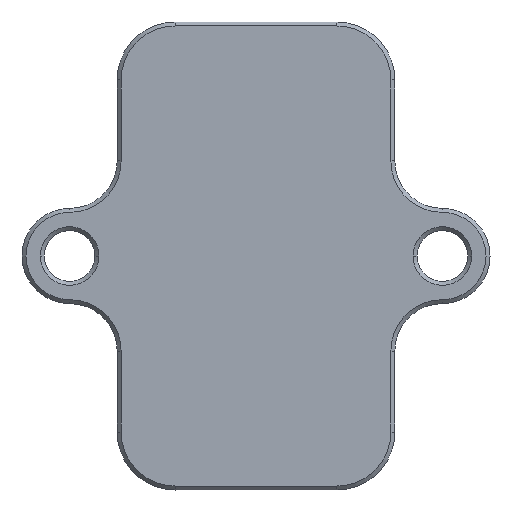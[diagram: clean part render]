
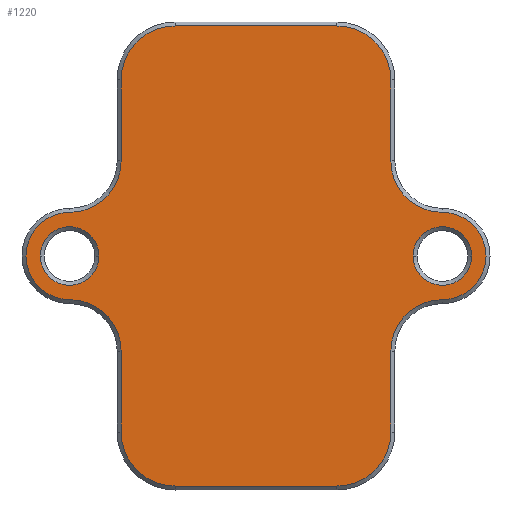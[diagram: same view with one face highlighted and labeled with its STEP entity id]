
A CAD part, front view. The second image highlights one B-rep face of the part: STEP entity #1220.
In plain terms, the highlighted planar face has unit normal (0, -1, 0).
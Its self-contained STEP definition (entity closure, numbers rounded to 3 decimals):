
#2=CARTESIAN_POINT('',(11.75,0.,-6.));
#3=DIRECTION('',(0.,1.,0.));
#4=DIRECTION('',(-1.,0.,0.));
#5=AXIS2_PLACEMENT_3D('',#2,#3,#4);
#7=DIRECTION('',(0.,0.,1.));
#8=VECTOR('',#7,5.1);
#9=CARTESIAN_POINT('',(8.5,0.,-11.1));
#10=LINE('',#9,#8);
#11=CARTESIAN_POINT('',(5.1,0.,-11.1));
#12=DIRECTION('',(0.,-1.,0.));
#13=DIRECTION('',(0.,0.,-1.));
#14=AXIS2_PLACEMENT_3D('',#11,#12,#13);
#16=DIRECTION('',(1.,0.,0.));
#17=VECTOR('',#16,10.2);
#18=CARTESIAN_POINT('',(-5.1,0.,
-14.5));
#19=LINE('',#18,#17);
#20=CARTESIAN_POINT('',(-5.1,0.,-11.1));
#21=DIRECTION('',(0.,-1.,0.));
#22=DIRECTION('',(-1.,0.,0.));
#23=AXIS2_PLACEMENT_3D('',#20,#21,#22);
#25=DIRECTION('',(0.,0.,-1.));
#26=VECTOR('',#25,5.1);
#27=CARTESIAN_POINT('',(-8.5,0.,
-6.));
#28=LINE('',#27,#26);
#29=CARTESIAN_POINT('',(-11.75,0.,-6.));
#30=DIRECTION('',(0.,1.,0.));
#31=DIRECTION('',(0.,0.,1.));
#32=AXIS2_PLACEMENT_3D('',#29,#30,#31);
#34=CARTESIAN_POINT('',(-11.75,0.,0.));
#35=DIRECTION('',(0.,-1.,0.));
#36=DIRECTION('',(0.,0.,1.));
#37=AXIS2_PLACEMENT_3D('',#34,#35,#36);
#39=CARTESIAN_POINT('',(-11.75,0.,6.));
#40=DIRECTION('',(0.,1.,0.));
#41=DIRECTION('',(1.,0.,0.));
#42=AXIS2_PLACEMENT_3D('',#39,#40,#41);
#44=DIRECTION('',(0.,0.,-1.));
#45=VECTOR('',#44,5.1);
#46=CARTESIAN_POINT('',(-8.5,0.,
11.1));
#47=LINE('',#46,#45);
#48=CARTESIAN_POINT('',(-5.1,0.,11.1));
#49=DIRECTION('',(0.,-1.,0.));
#50=DIRECTION('',(0.,0.,1.));
#51=AXIS2_PLACEMENT_3D('',#48,#49,#50);
#53=DIRECTION('',(-1.,0.,0.));
#54=VECTOR('',#53,10.2);
#55=CARTESIAN_POINT('',(5.1,0.,14.5));
#56=LINE('',#55,#54);
#57=CARTESIAN_POINT('',(5.1,0.,11.1));
#58=DIRECTION('',(0.,-1.,0.));
#59=DIRECTION('',(1.,0.,0.));
#60=AXIS2_PLACEMENT_3D('',#57,#58,#59);
#62=DIRECTION('',(0.,0.,1.));
#63=VECTOR('',#62,5.1);
#64=CARTESIAN_POINT('',(8.5,0.,6.));
#65=LINE('',#64,#63);
#66=CARTESIAN_POINT('',(11.75,0.,6.));
#67=DIRECTION('',(0.,1.,0.));
#68=DIRECTION('',(0.,0.,-1.));
#69=AXIS2_PLACEMENT_3D('',#66,#67,#68);
#71=CARTESIAN_POINT('',(11.75,0.,0.));
#72=DIRECTION('',(0.,-1.,0.));
#73=DIRECTION('',(0.,0.,-1.));
#74=AXIS2_PLACEMENT_3D('',#71,#72,#73);
#76=CARTESIAN_POINT('',(11.75,0.,0.));
#77=DIRECTION('',(0.,1.,0.));
#78=DIRECTION('',(-1.,0.,0.));
#79=AXIS2_PLACEMENT_3D('',#76,#77,#78);
#81=CARTESIAN_POINT('',(11.75,0.,0.));
#82=DIRECTION('',(0.,1.,0.));
#83=DIRECTION('',(1.,0.,0.));
#84=AXIS2_PLACEMENT_3D('',#81,#82,#83);
#86=CARTESIAN_POINT('',(-11.75,0.,0.));
#87=DIRECTION('',(0.,1.,0.));
#88=DIRECTION('',(-1.,0.,0.));
#89=AXIS2_PLACEMENT_3D('',#86,#87,#88);
#91=CARTESIAN_POINT('',(-11.75,0.,0.));
#92=DIRECTION('',(0.,1.,0.));
#93=DIRECTION('',(1.,0.,0.));
#94=AXIS2_PLACEMENT_3D('',#91,#92,#93);
#959=CARTESIAN_POINT('',(8.5,0.,-6.));
#960=CARTESIAN_POINT('',(11.75,0.,-2.75));
#961=VERTEX_POINT('',#959);
#962=VERTEX_POINT('',#960);
#967=CARTESIAN_POINT('',(11.75,0.,2.75));
#968=VERTEX_POINT('',#967);
#971=CARTESIAN_POINT('',(8.5,0.,6.));
#972=VERTEX_POINT('',#971);
#975=CARTESIAN_POINT('',(8.5,0.,
11.1));
#976=VERTEX_POINT('',#975);
#979=CARTESIAN_POINT('',(5.1,0.,14.5));
#980=VERTEX_POINT('',#979);
#983=CARTESIAN_POINT('',(-5.1,0.,
14.5));
#984=VERTEX_POINT('',#983);
#987=CARTESIAN_POINT('',(-8.5,0.,11.1));
#988=VERTEX_POINT('',#987);
#991=CARTESIAN_POINT('',(-8.5,0.,
6.));
#992=VERTEX_POINT('',#991);
#995=CARTESIAN_POINT('',(-11.75,0.,2.75));
#996=VERTEX_POINT('',#995);
#999=CARTESIAN_POINT('',(-11.75,0.,-2.75));
#1000=VERTEX_POINT('',#999);
#1003=CARTESIAN_POINT('',(-8.5,0.,-6.));
#1004=VERTEX_POINT('',#1003);
#1007=CARTESIAN_POINT('',(-8.5,0.,
-11.1));
#1008=VERTEX_POINT('',#1007);
#1011=CARTESIAN_POINT('',(-5.1,0.,-14.5));
#1012=VERTEX_POINT('',#1011);
#1015=CARTESIAN_POINT('',(5.1,0.,
-14.5));
#1016=VERTEX_POINT('',#1015);
#1019=CARTESIAN_POINT('',(8.5,0.,-11.1));
#1020=VERTEX_POINT('',#1019);
#1023=CARTESIAN_POINT('',(9.9,0.,0.));
#1024=CARTESIAN_POINT('',(13.6,0.,0.));
#1025=VERTEX_POINT('',#1023);
#1026=VERTEX_POINT('',#1024);
#1031=CARTESIAN_POINT('',(-13.6,0.,0.));
#1032=CARTESIAN_POINT('',(-9.9,0.,0.));
#1033=VERTEX_POINT('',#1031);
#1034=VERTEX_POINT('',#1032);
#1169=CARTESIAN_POINT('',(0.,0.,0.));
#1170=DIRECTION('',(0.,1.,0.));
#1171=DIRECTION('',(1.,0.,0.));
#1172=AXIS2_PLACEMENT_3D('',#1169,#1170,#1171);
#1173=PLANE('',#1172);
#1175=ORIENTED_EDGE('',*,*,#1174,.F.);
#1177=ORIENTED_EDGE('',*,*,#1176,.F.);
#1179=ORIENTED_EDGE('',*,*,#1178,.F.);
#1181=ORIENTED_EDGE('',*,*,#1180,.F.);
#1183=ORIENTED_EDGE('',*,*,#1182,.F.);
#1185=ORIENTED_EDGE('',*,*,#1184,.F.);
#1187=ORIENTED_EDGE('',*,*,#1186,.F.);
#1189=ORIENTED_EDGE('',*,*,#1188,.F.);
#1191=ORIENTED_EDGE('',*,*,#1190,.F.);
#1193=ORIENTED_EDGE('',*,*,#1192,.F.);
#1195=ORIENTED_EDGE('',*,*,#1194,.F.);
#1197=ORIENTED_EDGE('',*,*,#1196,.F.);
#1199=ORIENTED_EDGE('',*,*,#1198,.F.);
#1201=ORIENTED_EDGE('',*,*,#1200,.F.);
#1203=ORIENTED_EDGE('',*,*,#1202,.F.);
#1205=ORIENTED_EDGE('',*,*,#1204,.F.);
#1206=EDGE_LOOP('',(#1175,#1177,#1179,#1181,#1183,#1185,#1187,#1189,#1191,#1193,
#1195,#1197,#1199,#1201,#1203,#1205));
#1207=FACE_OUTER_BOUND('',#1206,.F.);
#1209=ORIENTED_EDGE('',*,*,#1208,.F.);
#1211=ORIENTED_EDGE('',*,*,#1210,.F.);
#1212=EDGE_LOOP('',(#1209,#1211));
#1213=FACE_BOUND('',#1212,.F.);
#1215=ORIENTED_EDGE('',*,*,#1214,.F.);
#1217=ORIENTED_EDGE('',*,*,#1216,.F.);
#1218=EDGE_LOOP('',(#1215,#1217));
#1219=FACE_BOUND('',#1218,.F.);
#1220=ADVANCED_FACE('',(#1207,#1213,#1219),#1173,.F.);
#6=CIRCLE('',#5,3.25);
#15=CIRCLE('',#14,3.4);
#24=CIRCLE('',#23,3.4);
#33=CIRCLE('',#32,3.25);
#38=CIRCLE('',#37,2.75);
#43=CIRCLE('',#42,3.25);
#52=CIRCLE('',#51,3.4);
#61=CIRCLE('',#60,3.4);
#70=CIRCLE('',#69,3.25);
#75=CIRCLE('',#74,2.75);
#80=CIRCLE('',#79,1.85);
#85=CIRCLE('',#84,1.85);
#90=CIRCLE('',#89,1.85);
#95=CIRCLE('',#94,1.85);
#1174=EDGE_CURVE('',#961,#962,#6,.T.);
#1176=EDGE_CURVE('',#1020,#961,#10,.T.);
#1178=EDGE_CURVE('',#1016,#1020,#15,.T.);
#1180=EDGE_CURVE('',#1012,#1016,#19,.T.);
#1182=EDGE_CURVE('',#1008,#1012,#24,.T.);
#1184=EDGE_CURVE('',#1004,#1008,#28,.T.);
#1186=EDGE_CURVE('',#1000,#1004,#33,.T.);
#1188=EDGE_CURVE('',#996,#1000,#38,.T.);
#1190=EDGE_CURVE('',#992,#996,#43,.T.);
#1192=EDGE_CURVE('',#988,#992,#47,.T.);
#1194=EDGE_CURVE('',#984,#988,#52,.T.);
#1196=EDGE_CURVE('',#980,#984,#56,.T.);
#1198=EDGE_CURVE('',#976,#980,#61,.T.);
#1200=EDGE_CURVE('',#972,#976,#65,.T.);
#1202=EDGE_CURVE('',#968,#972,#70,.T.);
#1204=EDGE_CURVE('',#962,#968,#75,.T.);
#1208=EDGE_CURVE('',#1025,#1026,#80,.T.);
#1210=EDGE_CURVE('',#1026,#1025,#85,.T.);
#1214=EDGE_CURVE('',#1033,#1034,#90,.T.);
#1216=EDGE_CURVE('',#1034,#1033,#95,.T.);
